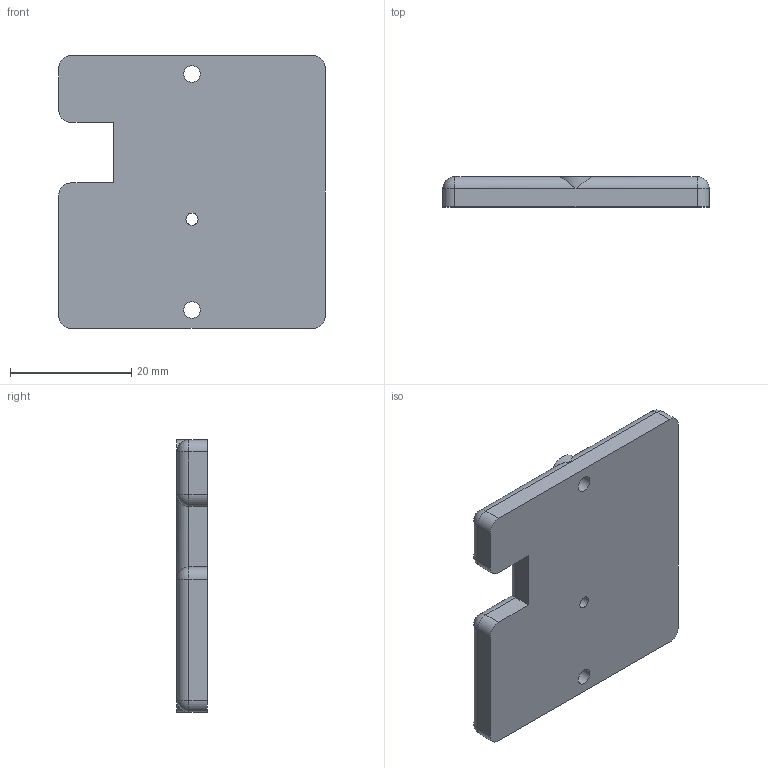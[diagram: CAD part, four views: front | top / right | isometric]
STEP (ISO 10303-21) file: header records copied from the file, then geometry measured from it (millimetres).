
FILE_DESCRIPTION(/* description */ (''),/* implementation_level */ '2;1');
FILE_NAME(/* name */ 'neck_SG90 v8.step',/* time_stamp */ '2025-07-10T15:32:19+09:00',/* author */ (''),/* organization */ (''),/* preprocessor_version */ 'ST-DEVELOPER v20.1',/* originating_system */ 'Autodesk Translation Framework v14.10.0.0',/* authorisation */ '');
FILE_SCHEMA (('AUTOMOTIVE_DESIGN { 1 0 10303 214 3 1 1 }'));
Length unit declared in the file: millimetre
Products named in the file (1): feet_sg90
Bounding box: 44 x 5 x 45 mm (x, y, z)
Volume: 8693.5 mm3; surface area: 4869.3 mm2
Topology: 1 solids, 1 shells, 54 faces, 125 edges, 76 vertices
Faces by surface type: cylinder 27, plane 21, sphere 6
Full cylindrical faces by diameter (mm): 2 x1, 2.7 x2, 3.8 x1, 5.6 x1
Entity records: 1599 total; most frequent: CARTESIAN_POINT 292, DIRECTION 277, ORIENTED_EDGE 250, EDGE_CURVE 125, AXIS2_PLACEMENT_3D 101, VERTEX_POINT 76, LINE 75, VECTOR 75
